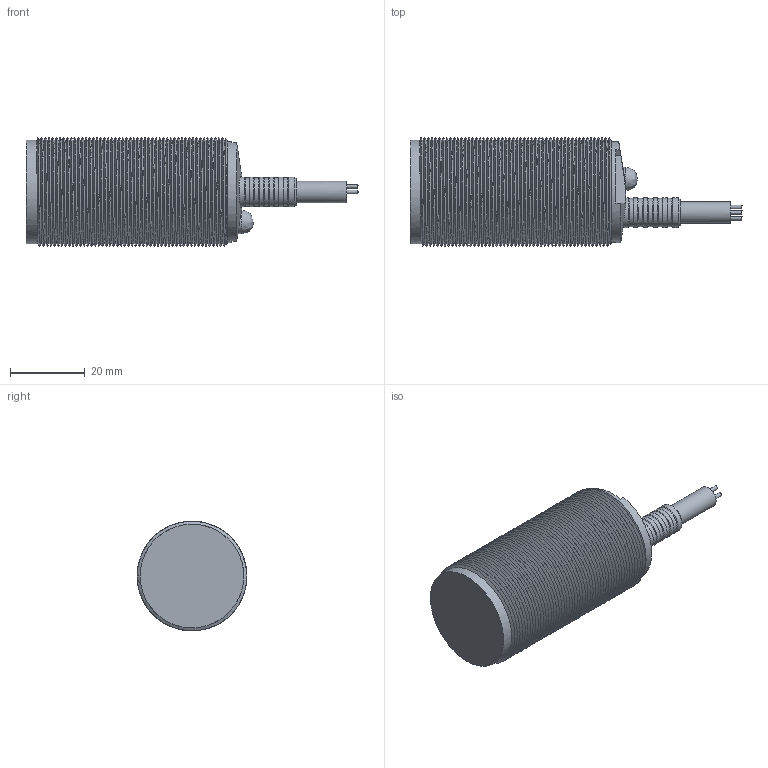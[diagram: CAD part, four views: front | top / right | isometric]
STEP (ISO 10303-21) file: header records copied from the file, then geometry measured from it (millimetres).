
FILE_DESCRIPTION( ('This file contains a STEP AP42 implementation' ,'as created by ZW3D STEP Interface translator.') ,'2;1' );
FILE_NAME( 'ECS1-3016X-X3UX.stp' ,'20 522.162147', (''), ('ZWCAD Software Co.'), 'Version 1.0', 'ZW3D to STEP translator', '' );
FILE_SCHEMA(('AUTOMOTIVE_DESIGN'));
Length unit declared in the file: millimetre
Products named in the file (2): 0; ECS1-3016X-X3UX
Bounding box: 89 x 29.36 x 29.36 mm (x, y, z)
Volume: 34540.4 mm3; surface area: 11189.5 mm2
Topology: 1 solids, 1 shells, 104 faces, 266 edges, 169 vertices
Faces by surface type: bspline 104
Entity records: 6309 total; most frequent: CARTESIAN_POINT 4758, ORIENTED_EDGE 530, EDGE_CURVE 265, VERTEX_POINT 169, EDGE_LOOP 110, B_SPLINE_CURVE_WITH_KNOTS 106, FACE_OUTER_BOUND 104, ADVANCED_FACE 104
